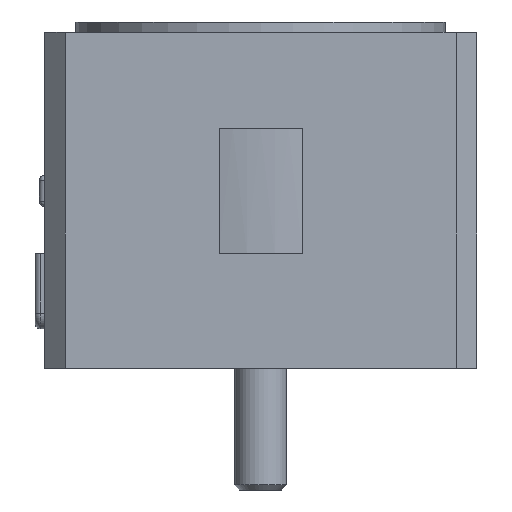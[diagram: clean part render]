
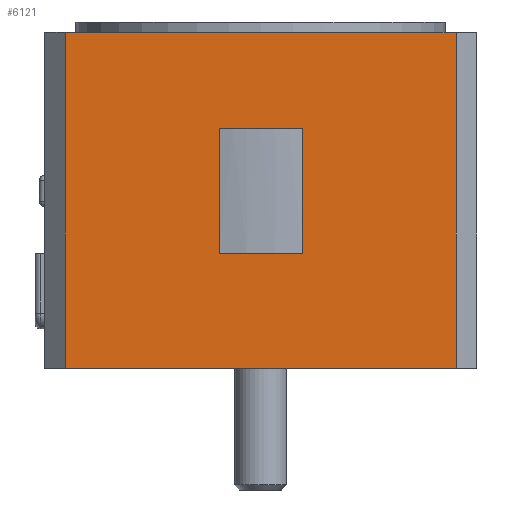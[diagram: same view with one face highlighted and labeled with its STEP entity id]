
A CAD part, front view. The second image highlights one B-rep face of the part: STEP entity #6121.
In plain terms, the highlighted planar face has unit normal (0, -1, 0).
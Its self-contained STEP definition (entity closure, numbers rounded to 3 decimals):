
#4119=CARTESIAN_POINT('',(8.,-41.5,22.1));
#4120=VERTEX_POINT('',#4119);
#4127=CARTESIAN_POINT('',(8.,-41.5,46.1));
#4128=VERTEX_POINT('',#4127);
#4129=CARTESIAN_POINT('',(8.,-41.5,46.1));
#4130=DIRECTION('',(0.0,0.0,-1.0));
#4131=VECTOR('',#4130,24.);
#4132=LINE('',#4129,#4131);
#4133=EDGE_CURVE('',#4128,#4120,#4132,.T.);
#4167=CARTESIAN_POINT('',(-8.0,-41.5,22.1));
#4168=VERTEX_POINT('',#4167);
#4175=CARTESIAN_POINT('',(8.,-41.5,22.1));
#4176=DIRECTION('',(-1.0,0.0,0.0));
#4177=VECTOR('',#4176,16.);
#4178=LINE('',#4175,#4177);
#4179=EDGE_CURVE('',#4120,#4168,#4178,.T.);
#4247=CARTESIAN_POINT('',(-8.,-41.5,46.1));
#4248=VERTEX_POINT('',#4247);
#4255=CARTESIAN_POINT('',(-8.,-41.5,22.1));
#4256=DIRECTION('',(0.0,0.0,1.0));
#4257=VECTOR('',#4256,24.);
#4258=LINE('',#4255,#4257);
#4259=EDGE_CURVE('',#4168,#4248,#4258,.T.);
#4665=CARTESIAN_POINT('',(-8.,-41.5,46.1));
#4666=DIRECTION('',(1.0,0.0,0.0));
#4667=VECTOR('',#4666,16.);
#4668=LINE('',#4665,#4667);
#4669=EDGE_CURVE('',#4248,#4128,#4668,.T.);
#4939=CARTESIAN_POINT('',(-37.5,-41.5,64.5));
#4940=VERTEX_POINT('',#4939);
#4947=CARTESIAN_POINT('',(37.5,-41.5,64.5));
#4948=VERTEX_POINT('',#4947);
#4949=CARTESIAN_POINT('',(37.5,-41.5,64.5));
#4950=DIRECTION('',(-1.0,0.0,0.0));
#4951=VECTOR('',#4950,75.0);
#4952=LINE('',#4949,#4951);
#4953=EDGE_CURVE('',#4948,#4940,#4952,.T.);
#6050=CARTESIAN_POINT('',(-37.5,-41.5,0.0));
#6051=VERTEX_POINT('',#6050);
#6058=CARTESIAN_POINT('',(-37.5,-41.5,0.0));
#6059=DIRECTION('',(0.0,0.0,1.0));
#6060=VECTOR('',#6059,64.5);
#6061=LINE('',#6058,#6060);
#6062=EDGE_CURVE('',#6051,#4940,#6061,.T.);
#6073=CARTESIAN_POINT('',(37.5,-41.5,0.0));
#6074=VERTEX_POINT('',#6073);
#6075=CARTESIAN_POINT('',(37.5,-41.5,0.0));
#6076=DIRECTION('',(0.0,0.0,1.0));
#6077=VECTOR('',#6076,64.5);
#6078=LINE('',#6075,#6077);
#6079=EDGE_CURVE('',#6074,#4948,#6078,.T.);
#6099=CARTESIAN_POINT('',(37.5,-41.5,0.0));
#6100=DIRECTION('',(0.0,-1.0,0.0));
#6101=DIRECTION('',(0.0,0.0,-1.0));
#6102=AXIS2_PLACEMENT_3D('',#6099,#6100,#6101);
#6103=PLANE('',#6102);
#6104=ORIENTED_EDGE('',*,*,#6062,.F.);
#6105=CARTESIAN_POINT('',(37.5,-41.5,0.0));
#6106=DIRECTION('',(-1.0,0.0,0.0));
#6107=VECTOR('',#6106,75.0);
#6108=LINE('',#6105,#6107);
#6109=EDGE_CURVE('',#6074,#6051,#6108,.T.);
#6110=ORIENTED_EDGE('',*,*,#6109,.F.);
#6111=ORIENTED_EDGE('',*,*,#6079,.T.);
#6112=ORIENTED_EDGE('',*,*,#4953,.T.);
#6113=EDGE_LOOP('',(#6104,#6110,#6111,#6112));
#6114=FACE_OUTER_BOUND('',#6113,.T.);
#6115=ORIENTED_EDGE('',*,*,#4259,.T.);
#6116=ORIENTED_EDGE('',*,*,#4669,.T.);
#6117=ORIENTED_EDGE('',*,*,#4133,.T.);
#6118=ORIENTED_EDGE('',*,*,#4179,.T.);
#6119=EDGE_LOOP('',(#6115,#6116,#6117,#6118));
#6120=FACE_BOUND('',#6119,.T.);
#6121=ADVANCED_FACE('',(#6114,#6120),#6103,.T.);
